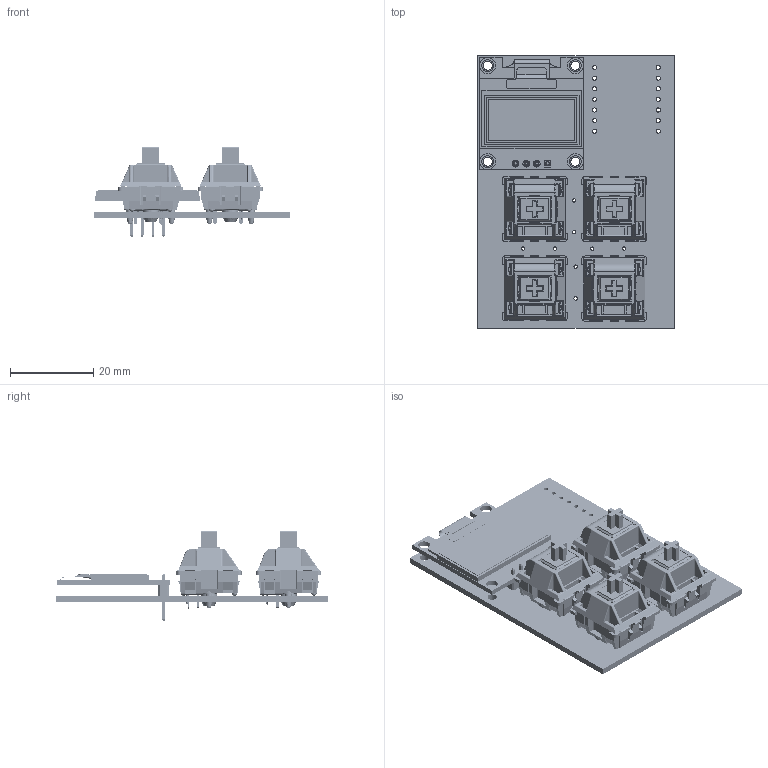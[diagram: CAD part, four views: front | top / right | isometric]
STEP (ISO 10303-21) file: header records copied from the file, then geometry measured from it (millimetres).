
FILE_DESCRIPTION(('KiCad electronic assembly'),'2;1');
FILE_NAME('laya''s macropad.step','2026-02-06T23:05:38',('Pcbnew'),( 'Kicad'),'Open CASCADE STEP processor 7.9','KiCad to STEP converter' ,'Unknown');
FILE_SCHEMA(('AUTOMOTIVE_DESIGN { 1 0 10303 214 1 1 1 1 }'));
Length unit declared in the file: millimetre
Products named in the file (6): laya's macropad 1; MX_PCB; OLED_128x64; OLED; laya's macropad_PCB; laya's macropad 2
Assembly tree (7 placements, depth 3):
  laya's macropad 1
    MX_PCB  x4
    OLED_128x64
      OLED
    laya's macropad_PCB
  laya's macropad 2
Bounding box: 47.14 x 65.34 x 21.5 mm (x, y, z)
Volume: 9891.8 mm3; surface area: 24945.6 mm2
Topology: 79 solids, 79 shells, 4405 faces, 11477 edges, 7279 vertices
Faces by surface type: plane 2863, cylinder 1116, torus 146, bspline 136, sphere 104, cone 40
Full cylindrical faces by diameter (mm): 0.8 x10, 1 x22, 1.5 x8, 1.6 x6, 1.75 x8, 2.2 x4, 2.8 x4, 3.8 x8, 4 x4
Entity records: 63958 total; most frequent: CARTESIAN_POINT 18317, ORIENTED_EDGE 8060, DIRECTION 7557, EDGE_CURVE 4030, LINE 3143, VECTOR 3143, VERTEX_POINT 2590, AXIS2_PLACEMENT_3D 2207
